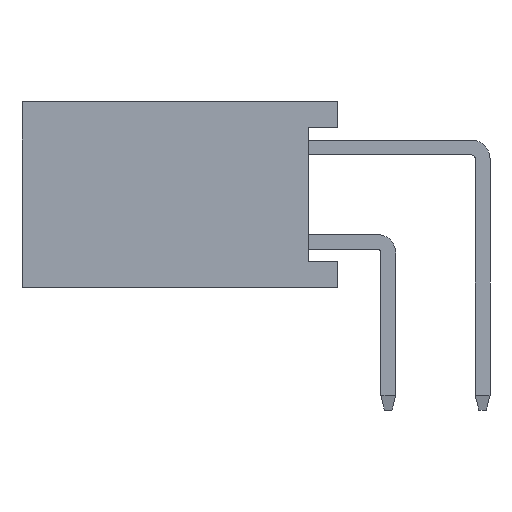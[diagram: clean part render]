
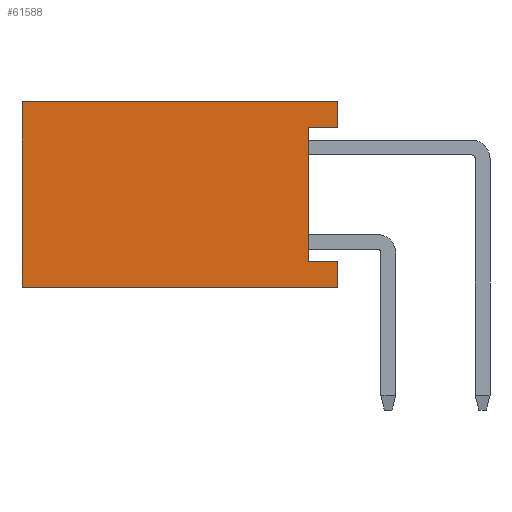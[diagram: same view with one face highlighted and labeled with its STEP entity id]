
A CAD part, front view. The second image highlights one B-rep face of the part: STEP entity #61588.
In plain terms, the highlighted face is planar.
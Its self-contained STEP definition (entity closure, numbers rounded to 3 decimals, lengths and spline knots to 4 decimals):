
#6528=ORIENTED_EDGE('',*,*,#17932,.T.);
#6529=ORIENTED_EDGE('',*,*,#17917,.T.);
#6530=ORIENTED_EDGE('',*,*,#17930,.T.);
#6531=ORIENTED_EDGE('',*,*,#17922,.F.);
#6532=ORIENTED_EDGE('',*,*,#17933,.F.);
#6533=ORIENTED_EDGE('',*,*,#17926,.T.);
#6534=ORIENTED_EDGE('',*,*,#17929,.T.);
#6535=ORIENTED_EDGE('',*,*,#17913,.T.);
#17913=EDGE_CURVE('',#23258,#23257,#27913,.T.);
#17917=EDGE_CURVE('',#23262,#23260,#27917,.T.);
#17922=EDGE_CURVE('',#23266,#23267,#27922,.T.);
#17926=EDGE_CURVE('',#23271,#23270,#27926,.T.);
#17929=EDGE_CURVE('',#23270,#23258,#27929,.T.);
#17930=EDGE_CURVE('',#23260,#23267,#27930,.T.);
#17932=EDGE_CURVE('',#23257,#23262,#27932,.T.);
#17933=EDGE_CURVE('',#23271,#23266,#27933,.T.);
#23257=VERTEX_POINT('',#86422);
#23258=VERTEX_POINT('',#86424);
#23260=VERTEX_POINT('',#86430);
#23262=VERTEX_POINT('',#86433);
#23266=VERTEX_POINT('',#86442);
#23267=VERTEX_POINT('',#86444);
#23270=VERTEX_POINT('',#86451);
#23271=VERTEX_POINT('',#86453);
#27913=LINE('',#86423,#33497);
#27917=LINE('',#86432,#33501);
#27922=LINE('',#86443,#33506);
#27926=LINE('',#86452,#33510);
#27929=LINE('',#86457,#33513);
#27930=LINE('',#86459,#33514);
#27932=LINE('',#86462,#33516);
#27933=LINE('',#86463,#33517);
#33497=VECTOR('',#72175,1000.);
#33501=VECTOR('',#72181,1000.);
#33506=VECTOR('',#72188,1000.);
#33510=VECTOR('',#72194,1000.);
#33513=VECTOR('',#72199,1000.);
#33514=VECTOR('',#72202,1000.);
#33516=VECTOR('',#72206,1000.);
#33517=VECTOR('',#72207,1000.);
#36366=EDGE_LOOP('',(#6528,#6529,#6530,#6531,#6532,#6533,#6534,#6535));
#38976=FACE_BOUND('',#36366,.T.);
#41586=PLANE('',#64285);
#61588=ADVANCED_FACE('',(#38976),#41586,.T.);
#64285=AXIS2_PLACEMENT_3D('',#86461,#72204,#72205);
#72175=DIRECTION('',(0.,0.,1.));
#72181=DIRECTION('',(0.,0.,-1.));
#72188=DIRECTION('',(0.,0.,-1.));
#72194=DIRECTION('',(0.,0.,-1.));
#72199=DIRECTION('',(0.,1.,0.));
#72202=DIRECTION('',(0.,1.,0.));
#72204=DIRECTION('',(1.,0.,0.));
#72205=DIRECTION('',(0.,0.,-1.));
#72206=DIRECTION('',(0.,1.,0.));
#72207=DIRECTION('',(0.,1.,0.));
#86422=CARTESIAN_POINT('',(25.65,-1.8,-3.45));
#86423=CARTESIAN_POINT('',(25.65,-1.8,-4.25));
#86424=CARTESIAN_POINT('',(25.65,-1.8,-4.25));
#86430=CARTESIAN_POINT('',(25.65,1.8,-4.25));
#86432=CARTESIAN_POINT('',(25.65,1.8,-3.45));
#86433=CARTESIAN_POINT('',(25.65,1.8,-3.45));
#86442=CARTESIAN_POINT('',(25.65,2.5,4.25));
#86443=CARTESIAN_POINT('',(25.65,2.5,4.25));
#86444=CARTESIAN_POINT('',(25.65,2.5,-4.25));
#86451=CARTESIAN_POINT('',(25.65,-2.5,-4.25));
#86452=CARTESIAN_POINT('',(25.65,-2.5,4.25));
#86453=CARTESIAN_POINT('',(25.65,-2.5,4.25));
#86457=CARTESIAN_POINT('',(25.65,-2.5,-4.25));
#86459=CARTESIAN_POINT('',(25.65,-2.5,-4.25));
#86461=CARTESIAN_POINT('',(25.65,-2.5,4.25));
#86462=CARTESIAN_POINT('',(25.65,-1.8,-3.45));
#86463=CARTESIAN_POINT('',(25.65,-2.5,4.25));
